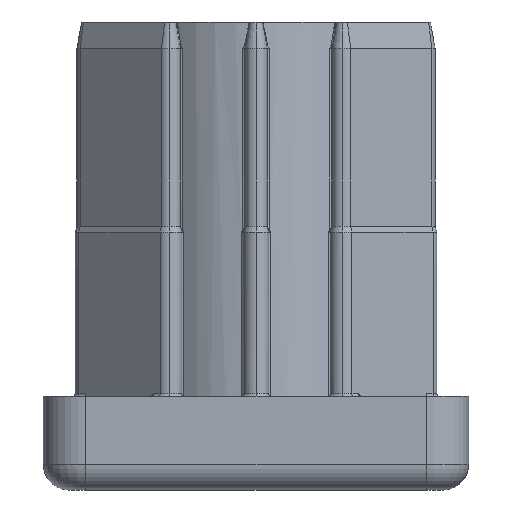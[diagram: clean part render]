
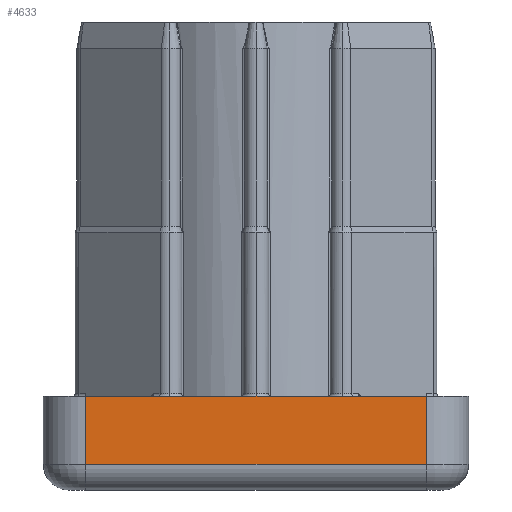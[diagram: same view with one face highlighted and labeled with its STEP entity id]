
A CAD part, left-side view. The second image highlights one B-rep face of the part: STEP entity #4633.
In plain terms, the highlighted planar face has unit normal (-1, 0, 0).
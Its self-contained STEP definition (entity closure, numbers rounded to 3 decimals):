
#851 = EDGE_CURVE ( 'NONE', #15645, #14424, #8840, .T. ) ;
#904 = ORIENTED_EDGE ( 'NONE', *, *, #851, .F. ) ;
#1604 = ORIENTED_EDGE ( 'NONE', *, *, #14023, .T. ) ;
#1700 = EDGE_CURVE ( 'NONE', #15645, #4318, #9939, .T. ) ;
#1889 = VECTOR ( 'NONE', #7709, 1000. ) ;
#2417 = PLANE ( 'NONE',  #12365 ) ;
#3576 = LINE ( 'NONE', #11726, #12101 ) ;
#3737 = LINE ( 'NONE', #5356, #9055 ) ;
#4203 = CARTESIAN_POINT ( 'NONE',  ( -25., 20., 3. ) ) ;
#4318 = VERTEX_POINT ( 'NONE', #4203 ) ;
#4633 = ADVANCED_FACE ( 'NONE', ( #6084 ), #2417, .F. ) ;
#4950 = DIRECTION ( 'NONE',  ( 0., 0., -1. ) ) ;
#5356 = CARTESIAN_POINT ( 'NONE',  ( -25., -20., 11. ) ) ;
#6084 = FACE_OUTER_BOUND ( 'NONE', #10212, .T. ) ;
#6709 = VECTOR ( 'NONE', #15641, 1000. ) ;
#7709 = DIRECTION ( 'NONE',  ( 0., -1., 0. ) ) ;
#8096 = CARTESIAN_POINT ( 'NONE',  ( -25., -20., 11. ) ) ;
#8209 = CARTESIAN_POINT ( 'NONE',  ( -25., 20., 11. ) ) ;
#8840 = LINE ( 'NONE', #11360, #1889 ) ;
#9055 = VECTOR ( 'NONE', #12574, 1000. ) ;
#9241 = EDGE_CURVE ( 'NONE', #4318, #13827, #3576, .T. ) ;
#9939 = LINE ( 'NONE', #14431, #6709 ) ;
#10212 = EDGE_LOOP ( 'NONE', ( #14099, #15244, #1604, #904 ) ) ;
#11360 = CARTESIAN_POINT ( 'NONE',  ( -25., -25., 11. ) ) ;
#11726 = CARTESIAN_POINT ( 'NONE',  ( -25., -20., 3. ) ) ;
#12101 = VECTOR ( 'NONE', #14178, 1000. ) ;
#12122 = CARTESIAN_POINT ( 'NONE',  ( -25., -25., 11. ) ) ;
#12175 = DIRECTION ( 'NONE',  ( 1., 0., 0. ) ) ;
#12365 = AXIS2_PLACEMENT_3D ( 'NONE', #12122, #12175, #4950 ) ;
#12574 = DIRECTION ( 'NONE',  ( 0., 0., 1. ) ) ;
#13827 = VERTEX_POINT ( 'NONE', #15811 ) ;
#14023 = EDGE_CURVE ( 'NONE', #13827, #14424, #3737, .T. ) ;
#14099 = ORIENTED_EDGE ( 'NONE', *, *, #1700, .T. ) ;
#14178 = DIRECTION ( 'NONE',  ( 0., -1., 0. ) ) ;
#14424 = VERTEX_POINT ( 'NONE', #8096 ) ;
#14431 = CARTESIAN_POINT ( 'NONE',  ( -25., 20., 11. ) ) ;
#15244 = ORIENTED_EDGE ( 'NONE', *, *, #9241, .T. ) ;
#15641 = DIRECTION ( 'NONE',  ( 0., 0., -1. ) ) ;
#15645 = VERTEX_POINT ( 'NONE', #8209 ) ;
#15811 = CARTESIAN_POINT ( 'NONE',  ( -25., -20., 3. ) ) ;
